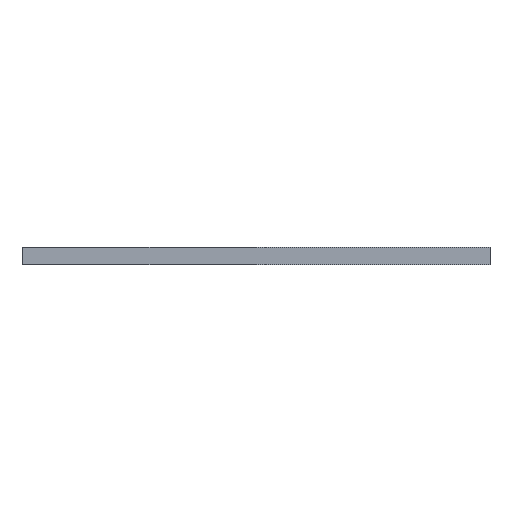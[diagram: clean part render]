
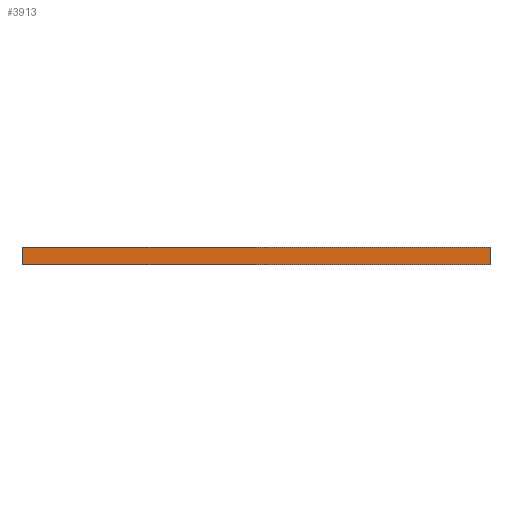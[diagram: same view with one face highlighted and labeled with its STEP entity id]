
A CAD part, left-side view. The second image highlights one B-rep face of the part: STEP entity #3913.
In plain terms, the highlighted planar face has unit normal (-1, 0, 0).
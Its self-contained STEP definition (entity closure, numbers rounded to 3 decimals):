
#109 = DIRECTION ( 'NONE',  ( 0., 0., -1. ) ) ;
#175 = VECTOR ( 'NONE', #109, 1000. ) ;
#267 = AXIS2_PLACEMENT_3D ( 'NONE', #2689, #1213, #5766 ) ;
#326 = LINE ( 'NONE', #809, #4044 ) ;
#434 = DIRECTION ( 'NONE',  ( 0., 0., -1. ) ) ;
#678 = PLANE ( 'NONE',  #267 ) ;
#809 = CARTESIAN_POINT ( 'NONE',  ( -22.4, -22.875, 0.85 ) ) ;
#875 = EDGE_CURVE ( 'NONE', #1446, #2234, #6016, .T. ) ;
#1116 = ORIENTED_EDGE ( 'NONE', *, *, #5616, .T. ) ;
#1213 = DIRECTION ( 'NONE',  ( -1., 0., 0. ) ) ;
#1285 = VECTOR ( 'NONE', #434, 1000. ) ;
#1388 = CARTESIAN_POINT ( 'NONE',  ( -22.4, -22.875, 0.85 ) ) ;
#1446 = VERTEX_POINT ( 'NONE', #5521 ) ;
#1529 = LINE ( 'NONE', #2525, #175 ) ;
#1572 = CARTESIAN_POINT ( 'NONE',  ( -22.4, -22.875, -0.85 ) ) ;
#1652 = LINE ( 'NONE', #1572, #3306 ) ;
#2003 = VERTEX_POINT ( 'NONE', #6290 ) ;
#2234 = VERTEX_POINT ( 'NONE', #2297 ) ;
#2297 = CARTESIAN_POINT ( 'NONE',  ( -22.4, -22.875, -0.85 ) ) ;
#2450 = VERTEX_POINT ( 'NONE', #4505 ) ;
#2525 = CARTESIAN_POINT ( 'NONE',  ( -22.4, 22.875, 0.85 ) ) ;
#2566 = DIRECTION ( 'NONE',  ( 0., 1., 0. ) ) ;
#2598 = EDGE_CURVE ( 'NONE', #2234, #2450, #1652, .T. ) ;
#2689 = CARTESIAN_POINT ( 'NONE',  ( -22.4, -22.875, 0.85 ) ) ;
#2927 = ORIENTED_EDGE ( 'NONE', *, *, #875, .F. ) ;
#3306 = VECTOR ( 'NONE', #2566, 1000. ) ;
#3568 = FACE_OUTER_BOUND ( 'NONE', #4349, .T. ) ;
#3878 = ORIENTED_EDGE ( 'NONE', *, *, #2598, .F. ) ;
#3913 = ADVANCED_FACE ( 'NONE', ( #3568 ), #678, .T. ) ;
#4044 = VECTOR ( 'NONE', #5813, 1000. ) ;
#4349 = EDGE_LOOP ( 'NONE', ( #3878, #2927, #5613, #1116 ) ) ;
#4505 = CARTESIAN_POINT ( 'NONE',  ( -22.4, 22.875, -0.85 ) ) ;
#5295 = EDGE_CURVE ( 'NONE', #1446, #2003, #326, .T. ) ;
#5521 = CARTESIAN_POINT ( 'NONE',  ( -22.4, -22.875, 0.85 ) ) ;
#5613 = ORIENTED_EDGE ( 'NONE', *, *, #5295, .T. ) ;
#5616 = EDGE_CURVE ( 'NONE', #2003, #2450, #1529, .T. ) ;
#5766 = DIRECTION ( 'NONE',  ( 0., 0., 1. ) ) ;
#5813 = DIRECTION ( 'NONE',  ( 0., 1., 0. ) ) ;
#6016 = LINE ( 'NONE', #1388, #1285 ) ;
#6290 = CARTESIAN_POINT ( 'NONE',  ( -22.4, 22.875, 0.85 ) ) ;
